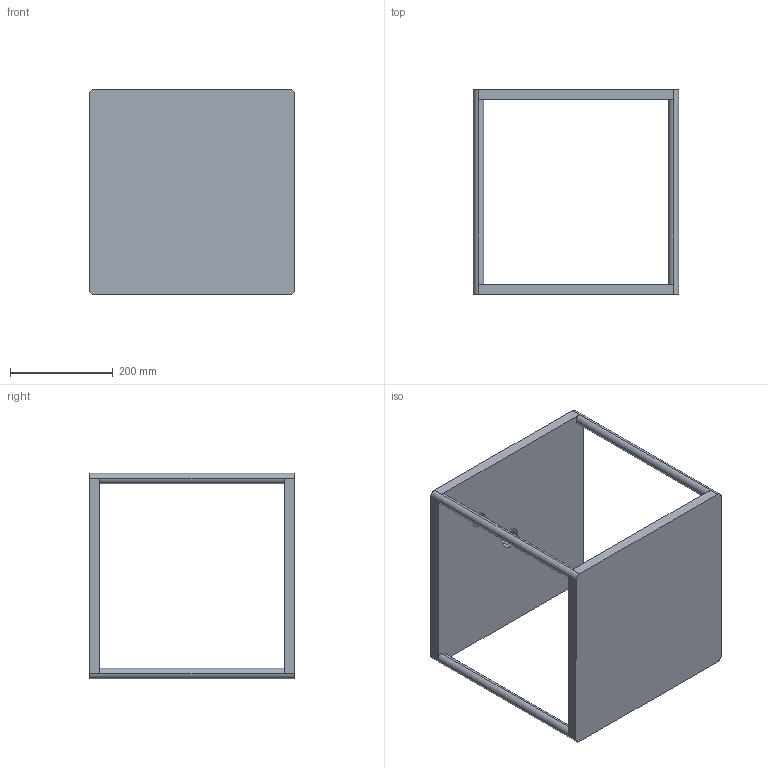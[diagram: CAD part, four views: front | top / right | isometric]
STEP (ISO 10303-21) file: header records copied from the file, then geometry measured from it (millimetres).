
FILE_DESCRIPTION (( 'STEP AP203' ), '1' );
FILE_NAME ('body_Default_sldprt.STEP', '2019-07-08T06:38:07', ( '' ), ( '' ), 'SwSTEP 2.0', 'SolidWorks 2018', '' );
FILE_SCHEMA (( 'CONFIG_CONTROL_DESIGN' ));
Length unit declared in the file: centimetre
Products named in the file (1): body_Default_sldprt
Bounding box: 400 x 400 x 400 mm (x, y, z)
Volume: 6809685.8 mm3; surface area: 791405.7 mm2
Topology: 1 solids, 1 shells, 32 faces, 92 edges, 56 vertices
Faces by surface type: cylinder 20, plane 12
Entity records: 1145 total; most frequent: DIRECTION 198, ORIENTED_EDGE 184, CARTESIAN_POINT 181, EDGE_CURVE 92, AXIS2_PLACEMENT_3D 73, VERTEX_POINT 56, VECTOR 52, LINE 52
